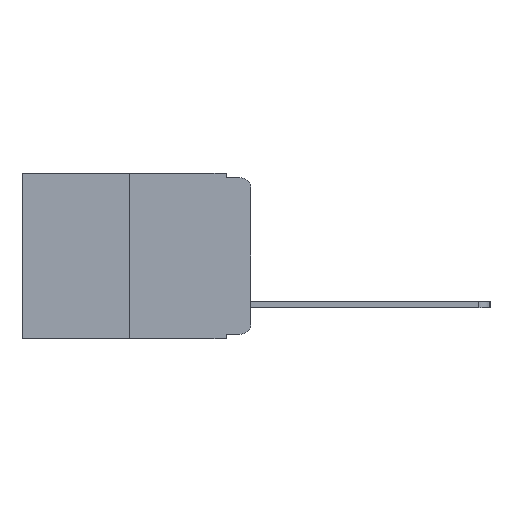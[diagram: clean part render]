
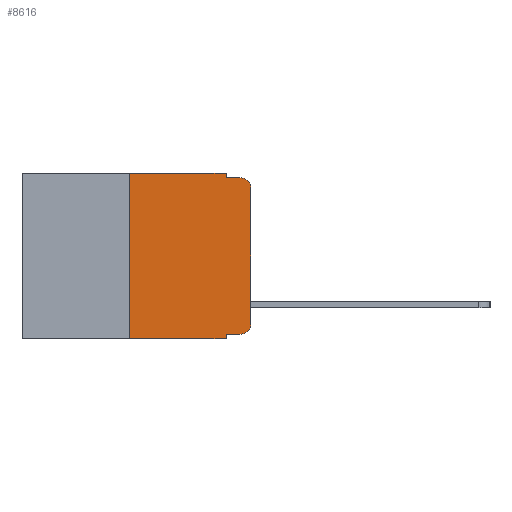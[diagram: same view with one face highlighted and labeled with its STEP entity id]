
A CAD part, left-side view. The second image highlights one B-rep face of the part: STEP entity #8616.
In plain terms, the highlighted planar face has unit normal (-1, 0, 0).
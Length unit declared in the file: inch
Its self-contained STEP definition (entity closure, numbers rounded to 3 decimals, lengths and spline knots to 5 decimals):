
#123 = DIRECTION ( 'NONE',  ( 0., -1., 0. ) ) ;
#238 = ORIENTED_EDGE ( 'NONE', *, *, #3482, .T. ) ;
#365 = DIRECTION ( 'NONE',  ( -1., 0., 0. ) ) ;
#717 = ORIENTED_EDGE ( 'NONE', *, *, #1427, .T. ) ;
#961 = DIRECTION ( 'NONE',  ( 0., -1., 0. ) ) ;
#1301 = VECTOR ( 'NONE', #9470, 39.37008 ) ;
#1427 = EDGE_CURVE ( 'NONE', #15870, #3815, #14425, .T. ) ;
#2096 = CARTESIAN_POINT ( 'NONE',  ( 0., 0.25, -0.343 ) ) ;
#2132 = CARTESIAN_POINT ( 'NONE',  ( 0., 0.25, 0. ) ) ;
#2376 = CARTESIAN_POINT ( 'NONE',  ( 0., 0.051, -0.343 ) ) ;
#2449 = VECTOR ( 'NONE', #13041, 39.37008 ) ;
#2892 = AXIS2_PLACEMENT_3D ( 'NONE', #16834, #3022, #11526 ) ;
#3022 = DIRECTION ( 'NONE',  ( -1., 0., 0. ) ) ;
#3269 = DIRECTION ( 'NONE',  ( 0., 0., -1. ) ) ;
#3293 = DIRECTION ( 'NONE',  ( 1., 0., 0. ) ) ;
#3482 = EDGE_CURVE ( 'NONE', #4607, #15870, #10739, .T. ) ;
#3536 = CARTESIAN_POINT ( 'NONE',  ( 0., 0.473, 0. ) ) ;
#3568 = PLANE ( 'NONE',  #14387 ) ;
#3752 = EDGE_LOOP ( 'NONE', ( #5900, #7824, #8875, #14162, #15638, #16152, #16519, #4149, #238, #717 ) ) ;
#3809 = VERTEX_POINT ( 'NONE', #2096 ) ;
#3812 = CARTESIAN_POINT ( 'NONE',  ( 0., 0.02, -0.01 ) ) ;
#3815 = VERTEX_POINT ( 'NONE', #11421 ) ;
#4149 = ORIENTED_EDGE ( 'NONE', *, *, #4521, .F. ) ;
#4282 = CARTESIAN_POINT ( 'NONE',  ( 0., 0.051, 0. ) ) ;
#4521 = EDGE_CURVE ( 'NONE', #4607, #11782, #16103, .T. ) ;
#4525 = VERTEX_POINT ( 'NONE', #13223 ) ;
#4607 = VERTEX_POINT ( 'NONE', #9743 ) ;
#4918 = VERTEX_POINT ( 'NONE', #9591 ) ;
#5536 = EDGE_CURVE ( 'NONE', #3809, #16843, #6649, .T. ) ;
#5606 = CARTESIAN_POINT ( 'NONE',  ( 0., 0.02, -0.333 ) ) ;
#5617 = CARTESIAN_POINT ( 'NONE',  ( 0., 0.051, 0. ) ) ;
#5900 = ORIENTED_EDGE ( 'NONE', *, *, #9315, .T. ) ;
#5995 = CARTESIAN_POINT ( 'NONE',  ( 0., 0.051, -0.01 ) ) ;
#5997 = VERTEX_POINT ( 'NONE', #3812 ) ;
#6230 = VERTEX_POINT ( 'NONE', #5995 ) ;
#6578 = VECTOR ( 'NONE', #11658, 39.37008 ) ;
#6649 = LINE ( 'NONE', #9412, #10293 ) ;
#7215 = VECTOR ( 'NONE', #123, 39.37008 ) ;
#7504 = EDGE_CURVE ( 'NONE', #4525, #6230, #16520, .T. ) ;
#7528 = LINE ( 'NONE', #16039, #13544 ) ;
#7824 = ORIENTED_EDGE ( 'NONE', *, *, #10199, .T. ) ;
#8402 = EDGE_CURVE ( 'NONE', #6230, #5997, #16314, .T. ) ;
#8419 = CARTESIAN_POINT ( 'NONE',  ( 0., 0.473, -0.343 ) ) ;
#8468 = LINE ( 'NONE', #12135, #14717 ) ;
#8616 = ADVANCED_FACE ( 'NONE', ( #11082 ), #3568, .F. ) ;
#8875 = ORIENTED_EDGE ( 'NONE', *, *, #8402, .F. ) ;
#9315 = EDGE_CURVE ( 'NONE', #3815, #4918, #8468, .T. ) ;
#9316 = CARTESIAN_POINT ( 'NONE',  ( 0., 0.02, -0.03 ) ) ;
#9412 = CARTESIAN_POINT ( 'NONE',  ( 0., 0.25, 0. ) ) ;
#9470 = DIRECTION ( 'NONE',  ( 0., -1., 0. ) ) ;
#9591 = CARTESIAN_POINT ( 'NONE',  ( 0., 0., -0.03 ) ) ;
#9743 = CARTESIAN_POINT ( 'NONE',  ( 0., 0.051, -0.333 ) ) ;
#10199 = EDGE_CURVE ( 'NONE', #4918, #5997, #16719, .T. ) ;
#10235 = CARTESIAN_POINT ( 'NONE',  ( 0., 0.051, -0.01 ) ) ;
#10293 = VECTOR ( 'NONE', #16090, 39.37008 ) ;
#10301 = CARTESIAN_POINT ( 'NONE',  ( 0., 0.051, -0.333 ) ) ;
#10391 = EDGE_CURVE ( 'NONE', #3809, #11782, #14670, .T. ) ;
#10601 = DIRECTION ( 'NONE',  ( 0., 0., -1. ) ) ;
#10739 = LINE ( 'NONE', #10301, #7215 ) ;
#11082 = FACE_OUTER_BOUND ( 'NONE', #3752, .T. ) ;
#11365 = EDGE_CURVE ( 'NONE', #16843, #4525, #7528, .T. ) ;
#11421 = CARTESIAN_POINT ( 'NONE',  ( 0., 0., -0.313 ) ) ;
#11518 = DIRECTION ( 'NONE',  ( 0., -1., 0. ) ) ;
#11526 = DIRECTION ( 'NONE',  ( 0., 0., -1. ) ) ;
#11658 = DIRECTION ( 'NONE',  ( 0., 0., -1. ) ) ;
#11782 = VERTEX_POINT ( 'NONE', #2376 ) ;
#12105 = DIRECTION ( 'NONE',  ( 0., 0., 1. ) ) ;
#12135 = CARTESIAN_POINT ( 'NONE',  ( 0., 0., 0. ) ) ;
#13041 = DIRECTION ( 'NONE',  ( 0., 0., -1. ) ) ;
#13223 = CARTESIAN_POINT ( 'NONE',  ( 0., 0.051, 0. ) ) ;
#13544 = VECTOR ( 'NONE', #11518, 39.37008 ) ;
#13913 = AXIS2_PLACEMENT_3D ( 'NONE', #9316, #365, #10601 ) ;
#14162 = ORIENTED_EDGE ( 'NONE', *, *, #7504, .F. ) ;
#14387 = AXIS2_PLACEMENT_3D ( 'NONE', #3536, #3293, #3269 ) ;
#14425 = CIRCLE ( 'NONE', #2892, 0.02 ) ;
#14670 = LINE ( 'NONE', #8419, #16850 ) ;
#14717 = VECTOR ( 'NONE', #12105, 39.37008 ) ;
#15638 = ORIENTED_EDGE ( 'NONE', *, *, #11365, .F. ) ;
#15870 = VERTEX_POINT ( 'NONE', #5606 ) ;
#16039 = CARTESIAN_POINT ( 'NONE',  ( 0., 0.473, 0. ) ) ;
#16090 = DIRECTION ( 'NONE',  ( 0., 0., 1. ) ) ;
#16103 = LINE ( 'NONE', #5617, #2449 ) ;
#16152 = ORIENTED_EDGE ( 'NONE', *, *, #5536, .F. ) ;
#16314 = LINE ( 'NONE', #10235, #1301 ) ;
#16519 = ORIENTED_EDGE ( 'NONE', *, *, #10391, .T. ) ;
#16520 = LINE ( 'NONE', #4282, #6578 ) ;
#16719 = CIRCLE ( 'NONE', #13913, 0.02 ) ;
#16834 = CARTESIAN_POINT ( 'NONE',  ( 0., 0.02, -0.313 ) ) ;
#16843 = VERTEX_POINT ( 'NONE', #2132 ) ;
#16850 = VECTOR ( 'NONE', #961, 39.37008 ) ;
